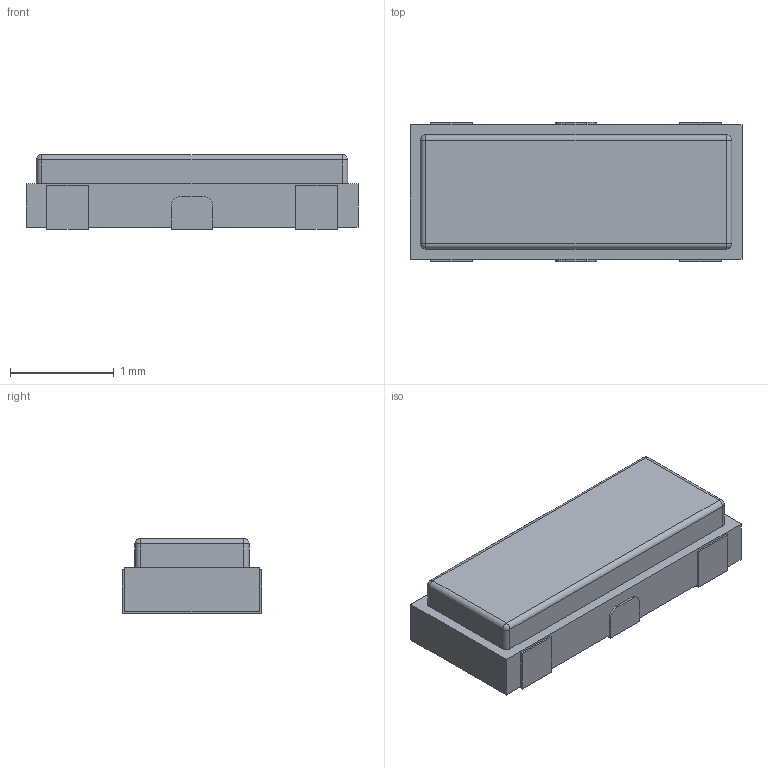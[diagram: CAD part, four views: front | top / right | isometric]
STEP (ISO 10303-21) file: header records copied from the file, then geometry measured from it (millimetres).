
FILE_DESCRIPTION(('FreeCAD Model'),'2;1');
FILE_NAME('Base_sp.step', '2018-10-11T18:53:22',('kicad StepUp'),('ksu MCAD'), 'Open CASCADE STEP processor 6.9','FreeCAD','Unknown');
FILE_SCHEMA(('AUTOMOTIVE_DESIGN { 1 0 10303 214 1 1 1 1 }'));
Length unit declared in the file: millimetre
Products named in the file (1): Base_sp
Bounding box: 3.2 x 1.34 x 0.72 mm (x, y, z)
Volume: 2.7 mm3; surface area: 14.6 mm2
Topology: 1 solids, 1 shells, 51 faces, 136 edges, 84 vertices
Faces by surface type: plane 35, cylinder 12, sphere 4
Entity records: 1905 total; most frequent: CARTESIAN_POINT 268, ORIENTED_EDGE 264, DIRECTION 260, EDGE_CURVE 132, LINE 108, VECTOR 108, VERTEX_POINT 84, AXIS2_PLACEMENT_3D 76
